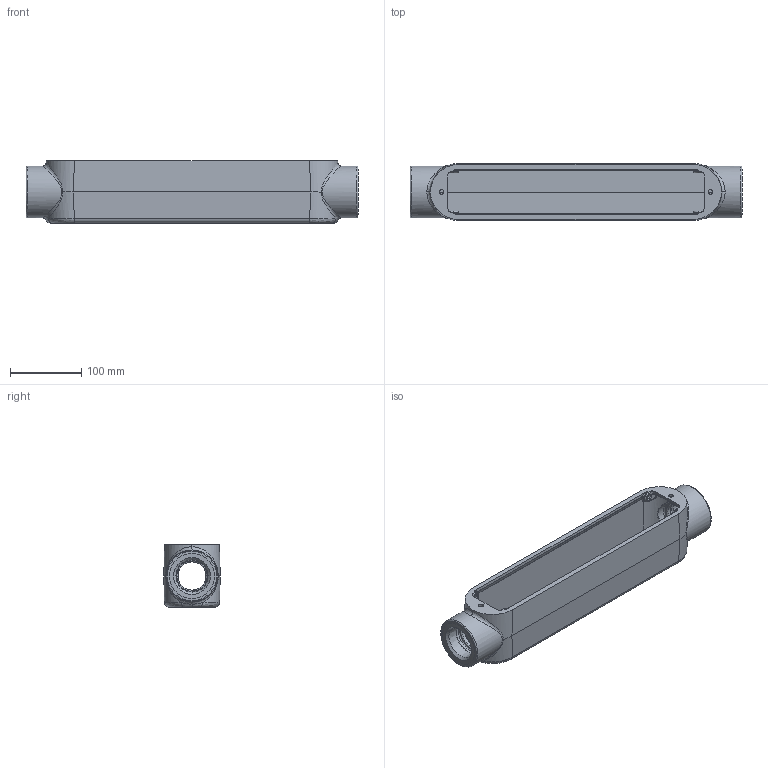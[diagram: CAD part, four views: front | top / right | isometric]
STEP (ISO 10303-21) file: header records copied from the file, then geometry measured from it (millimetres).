
FILE_DESCRIPTION(/* description */ (''),/* implementation_level */ '2;1');
FILE_NAME(/* name */ 'KIL_MOC-5.stp',/* time_stamp */ '2020-06-03T18:52:21+05:00',/* author */ ('lsugumaran'),/* organization */ (''),/* preprocessor_version */ 'ST-DEVELOPER v18',/* originating_system */ 'Autodesk Inventor 2020',/* authorisation */ '');
FILE_SCHEMA (('AUTOMOTIVE_DESIGN { 1 0 10303 214 3 1 1 }'));
Length unit declared in the file: inch
Products named in the file (1): 21236-2
Bounding box: 466.73 x 79.38 x 87.31 mm (x, y, z)
Volume: 793962.4 mm3; surface area: 233532.6 mm2
Topology: 1 solids, 1 shells, 661 faces, 1715 edges, 1084 vertices
Faces by surface type: plane 282, bspline 219, cylinder 71, cone 57, torus 24, sphere 8
Full cylindrical faces by diameter (mm): 6.401 x2, 39.573 x2, 48.412 x2, 50.8 x2, 73.025 x2
Entity records: 29853 total; most frequent: CARTESIAN_POINT 14938, ORIENTED_EDGE 3414, DIRECTION 2538, EDGE_CURVE 1707, VERTEX_POINT 1084, AXIS2_PLACEMENT_3D 852, LINE 834, VECTOR 834
